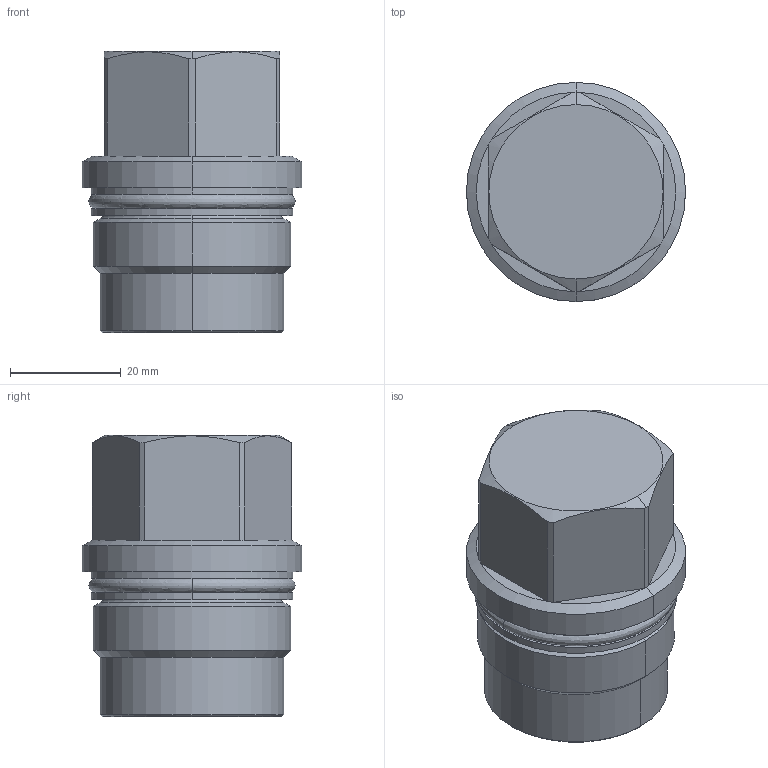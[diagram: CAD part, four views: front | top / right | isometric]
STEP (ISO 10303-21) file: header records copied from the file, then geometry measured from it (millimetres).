
FILE_DESCRIPTION((''),'2;1');
FILE_NAME('XIOA-XXN_PRT','2009-08-04T',('Administrator'),(''),'PRO/ENGINEER BY PARAMETRIC TECHNOLOGY CORPORATION, 2006240','PRO/ENGINEER BY PARAMETRIC TECHNOLOGY CORPORATION, 2006240','');
FILE_SCHEMA(('CONFIG_CONTROL_DESIGN'));
Length unit declared in the file: inch
Products named in the file (1): XIOA-XXN_PRT
Bounding box: 39.6 x 39.6 x 50.8 mm (x, y, z)
Volume: 47977.2 mm3; surface area: 9524.9 mm2
Topology: 2 solids, 2 shells, 60 faces, 130 edges, 76 vertices
Faces by surface type: cylinder 20, plane 18, cone 10, torus 8, revolution 4
Entity records: 1914 total; most frequent: CARTESIAN_POINT 534, DIRECTION 306, ORIENTED_EDGE 260, AXIS2_PLACEMENT_3D 130, EDGE_CURVE 130, VERTEX_POINT 76, CIRCLE 74, EDGE_LOOP 64
